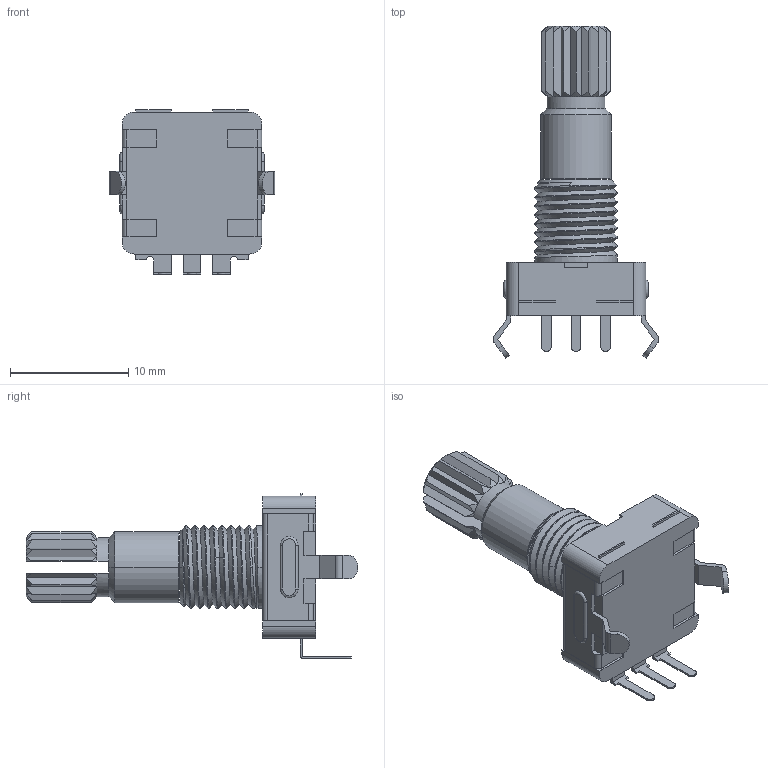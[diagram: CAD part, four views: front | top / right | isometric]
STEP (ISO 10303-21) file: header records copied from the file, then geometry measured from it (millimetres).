
FILE_DESCRIPTION((''),'2;1');
FILE_NAME('PRT0001','2016-07-08T',('RICKB'),('Bourns, Inc.'),'CREO PARAMETRIC BY PTC INC, 2016050','CREO PARAMETRIC BY PTC INC, 2016050','');
FILE_SCHEMA(('CONFIG_CONTROL_DESIGN'));
Length unit declared in the file: millimetre
Products named in the file (1): PRT0001
Bounding box: 14 x 28.07 x 13.9 mm (x, y, z)
Volume: 1170.7 mm3; surface area: 1150.2 mm2
Topology: 1 solids, 1 shells, 261 faces, 672 edges, 423 vertices
Faces by surface type: plane 161, cylinder 48, cone 40, bspline 8, torus 4
Entity records: 9920 total; most frequent: CARTESIAN_POINT 3729, ORIENTED_EDGE 1344, DIRECTION 1177, EDGE_CURVE 672, VERTEX_POINT 423, VECTOR 409, LINE 409, AXIS2_PLACEMENT_3D 384
